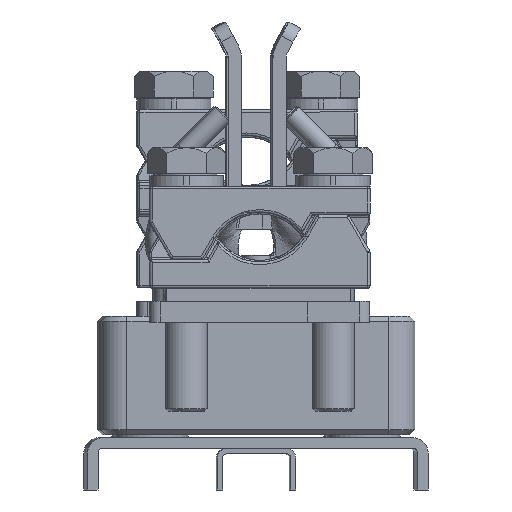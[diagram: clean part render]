
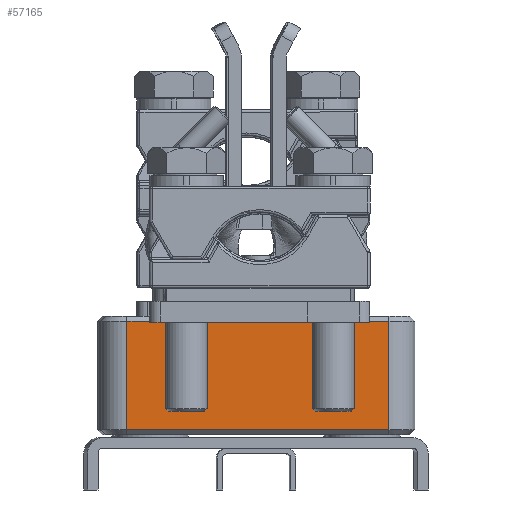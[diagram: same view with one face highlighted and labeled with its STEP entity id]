
A CAD part, front view. The second image highlights one B-rep face of the part: STEP entity #57165.
In plain terms, the highlighted face is planar.
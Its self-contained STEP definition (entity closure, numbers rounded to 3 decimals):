
#54885=DIRECTION('',(0.,-1.,0.));
#54886=VECTOR('',#54885,20.7);
#54887=CARTESIAN_POINT('',(-25.,22.2,25.));
#54888=LINE('',#54887,#54886);
#54914=DIRECTION('',(1.,0.,0.));
#54915=VECTOR('',#54914,50.);
#54916=CARTESIAN_POINT('',(-25.,1.5,25.));
#54917=LINE('',#54916,#54915);
#54921=DIRECTION('',(0.,-1.,0.));
#54922=VECTOR('',#54921,0.5);
#54923=CARTESIAN_POINT('',(-5.,26.,25.));
#54924=LINE('',#54923,#54922);
#54928=DIRECTION('',(1.,0.,0.));
#54929=VECTOR('',#54928,10.);
#54930=CARTESIAN_POINT('',(-5.,25.5,25.));
#54931=LINE('',#54930,#54929);
#54935=DIRECTION('',(1.,0.,0.));
#54936=VECTOR('',#54935,12.);
#54937=CARTESIAN_POINT('',(5.,26.,25.));
#54938=LINE('',#54937,#54936);
#54942=DIRECTION('',(0.819,-0.574,0.));
#54943=VECTOR('',#54942,0.819);
#54944=CARTESIAN_POINT('',(17.,26.,25.));
#54945=LINE('',#54944,#54943);
#54949=DIRECTION('',(0.342,-0.94,0.));
#54950=VECTOR('',#54949,1.98);
#54951=CARTESIAN_POINT('',(17.671,25.53,25.));
#54952=LINE('',#54951,#54950);
#54956=DIRECTION('',(0.819,-0.574,0.));
#54957=VECTOR('',#54956,2.563);
#54958=CARTESIAN_POINT('',(18.348,23.67,25.));
#54959=LINE('',#54958,#54957);
#54963=DIRECTION('',(0.819,0.574,0.));
#54964=VECTOR('',#54963,2.563);
#54965=CARTESIAN_POINT('',(-20.447,22.2,25.));
#54966=LINE('',#54965,#54964);
#54970=DIRECTION('',(0.342,0.94,0.));
#54971=VECTOR('',#54970,1.98);
#54972=CARTESIAN_POINT('',(-18.348,23.67,25.));
#54973=LINE('',#54972,#54971);
#54977=DIRECTION('',(0.819,0.574,0.));
#54978=VECTOR('',#54977,0.819);
#54979=CARTESIAN_POINT('',(-17.671,25.53,25.));
#54980=LINE('',#54979,#54978);
#54984=DIRECTION('',(1.,0.,0.));
#54985=VECTOR('',#54984,12.);
#54986=CARTESIAN_POINT('',(-17.,26.,25.));
#54987=LINE('',#54986,#54985);
#55075=DIRECTION('',(-1.,0.,0.));
#55076=VECTOR('',#55075,4.553);
#55077=CARTESIAN_POINT('',(-20.447,22.2,25.));
#55078=LINE('',#55077,#55076);
#55117=DIRECTION('',(-1.,0.,0.));
#55118=VECTOR('',#55117,4.553);
#55119=CARTESIAN_POINT('',(25.,22.2,25.));
#55120=LINE('',#55119,#55118);
#55153=DIRECTION('',(0.,1.,0.));
#55154=VECTOR('',#55153,20.7);
#55155=CARTESIAN_POINT('',(25.,1.5,25.));
#55156=LINE('',#55155,#55154);
#55931=DIRECTION('',(0.,-1.,0.));
#55932=VECTOR('',#55931,0.5);
#55933=CARTESIAN_POINT('',(5.,26.,25.));
#55934=LINE('',#55933,#55932);
#56213=CARTESIAN_POINT('',(-25.,22.2,25.));
#56214=VERTEX_POINT('',#56213);
#56216=CARTESIAN_POINT('',(-25.,1.5,25.));
#56218=VERTEX_POINT('',#56216);
#56223=CARTESIAN_POINT('',(25.,1.5,25.));
#56224=VERTEX_POINT('',#56223);
#56227=CARTESIAN_POINT('',(-5.,26.,25.));
#56228=CARTESIAN_POINT('',(-5.,25.5,25.));
#56229=VERTEX_POINT('',#56227);
#56230=VERTEX_POINT('',#56228);
#56231=CARTESIAN_POINT('',(5.,25.5,25.));
#56232=VERTEX_POINT('',#56231);
#56233=CARTESIAN_POINT('',(5.,26.,25.));
#56234=VERTEX_POINT('',#56233);
#56235=CARTESIAN_POINT('',(17.,26.,25.));
#56236=VERTEX_POINT('',#56235);
#56237=CARTESIAN_POINT('',(17.671,25.53,25.));
#56238=VERTEX_POINT('',#56237);
#56239=CARTESIAN_POINT('',(18.348,23.67,25.));
#56240=VERTEX_POINT('',#56239);
#56241=CARTESIAN_POINT('',(20.447,22.2,25.));
#56242=VERTEX_POINT('',#56241);
#56243=CARTESIAN_POINT('',(25.,22.2,25.));
#56244=VERTEX_POINT('',#56243);
#56245=CARTESIAN_POINT('',(-20.447,22.2,25.));
#56246=VERTEX_POINT('',#56245);
#56247=CARTESIAN_POINT('',(-18.348,23.67,25.));
#56248=VERTEX_POINT('',#56247);
#56249=CARTESIAN_POINT('',(-17.671,25.53,25.));
#56250=VERTEX_POINT('',#56249);
#56251=CARTESIAN_POINT('',(-17.,26.,25.));
#56252=VERTEX_POINT('',#56251);
#57128=CARTESIAN_POINT('',(-25.,0.,25.));
#57129=DIRECTION('',(0.,0.,1.));
#57130=DIRECTION('',(1.,0.,0.));
#57131=AXIS2_PLACEMENT_3D('',#57128,#57129,#57130);
#57132=PLANE('',#57131);
#57134=ORIENTED_EDGE('',*,*,#57133,.T.);
#57136=ORIENTED_EDGE('',*,*,#57135,.T.);
#57138=ORIENTED_EDGE('',*,*,#57137,.F.);
#57140=ORIENTED_EDGE('',*,*,#57139,.T.);
#57142=ORIENTED_EDGE('',*,*,#57141,.T.);
#57144=ORIENTED_EDGE('',*,*,#57143,.T.);
#57146=ORIENTED_EDGE('',*,*,#57145,.T.);
#57148=ORIENTED_EDGE('',*,*,#57147,.F.);
#57150=ORIENTED_EDGE('',*,*,#57149,.F.);
#57151=ORIENTED_EDGE('',*,*,#57111,.F.);
#57152=ORIENTED_EDGE('',*,*,#57072,.F.);
#57154=ORIENTED_EDGE('',*,*,#57153,.F.);
#57156=ORIENTED_EDGE('',*,*,#57155,.T.);
#57158=ORIENTED_EDGE('',*,*,#57157,.T.);
#57160=ORIENTED_EDGE('',*,*,#57159,.T.);
#57162=ORIENTED_EDGE('',*,*,#57161,.T.);
#57163=EDGE_LOOP('',(#57134,#57136,#57138,#57140,#57142,#57144,#57146,#57148,
#57150,#57151,#57152,#57154,#57156,#57158,#57160,#57162));
#57164=FACE_OUTER_BOUND('',#57163,.F.);
#57072=EDGE_CURVE('',#56214,#56218,#54888,.T.);
#57111=EDGE_CURVE('',#56218,#56224,#54917,.T.);
#57133=EDGE_CURVE('',#56229,#56230,#54924,.T.);
#57135=EDGE_CURVE('',#56230,#56232,#54931,.T.);
#57137=EDGE_CURVE('',#56234,#56232,#55934,.T.);
#57139=EDGE_CURVE('',#56234,#56236,#54938,.T.);
#57141=EDGE_CURVE('',#56236,#56238,#54945,.T.);
#57143=EDGE_CURVE('',#56238,#56240,#54952,.T.);
#57145=EDGE_CURVE('',#56240,#56242,#54959,.T.);
#57147=EDGE_CURVE('',#56244,#56242,#55120,.T.);
#57149=EDGE_CURVE('',#56224,#56244,#55156,.T.);
#57153=EDGE_CURVE('',#56246,#56214,#55078,.T.);
#57155=EDGE_CURVE('',#56246,#56248,#54966,.T.);
#57157=EDGE_CURVE('',#56248,#56250,#54973,.T.);
#57159=EDGE_CURVE('',#56250,#56252,#54980,.T.);
#57161=EDGE_CURVE('',#56252,#56229,#54987,.T.);
#57165=ADVANCED_FACE('',(#57164),#57132,.T.);
